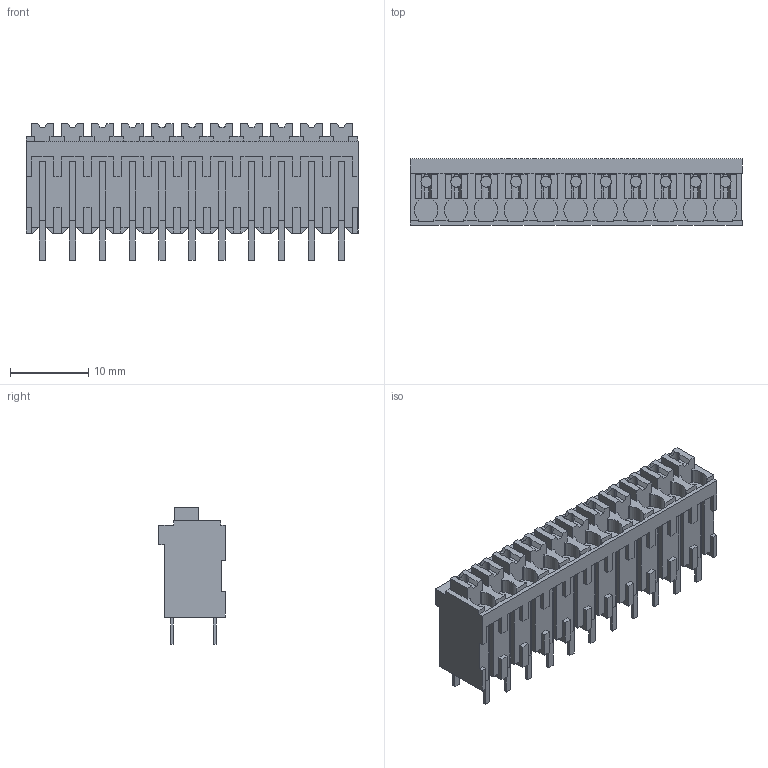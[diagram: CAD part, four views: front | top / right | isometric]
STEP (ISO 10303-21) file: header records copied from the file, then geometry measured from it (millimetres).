
FILE_DESCRIPTION(('CATIA V5 STEP Exchange','CAx-IF Rec.Pracs.--- Model Styling and Organization---1.2---2011-12-15'),'2;1');
FILE_NAME ('D1458141_0_1875810000_1875810000.stp','2018-03-20T07:23:10+00:00',('none'),('Weidmueller'),'CATIA Version 5-6 Release 2014','CATIA V5 STEP AP214','none');
FILE_SCHEMA(('AUTOMOTIVE_DESIGN { 1 0 10303 214 1 1 1 1 }'));
Length unit declared in the file: millimetre
Products named in the file (1): 1875810000
Bounding box: 42.3 x 8.5 x 17.45 mm (x, y, z)
Volume: 3416.4 mm3; surface area: 3746.9 mm2
Topology: 34 solids, 34 shells, 819 faces, 2309 edges, 1558 vertices
Faces by surface type: plane 775, cylinder 44
Entity records: 24067 total; most frequent: CARTESIAN_POINT 4706, ORIENTED_EDGE 4618, DIRECTION 2984, EDGE_CURVE 2309, VECTOR 2133, LINE 2133, VERTEX_POINT 1558, ADVANCED_FACE 819
